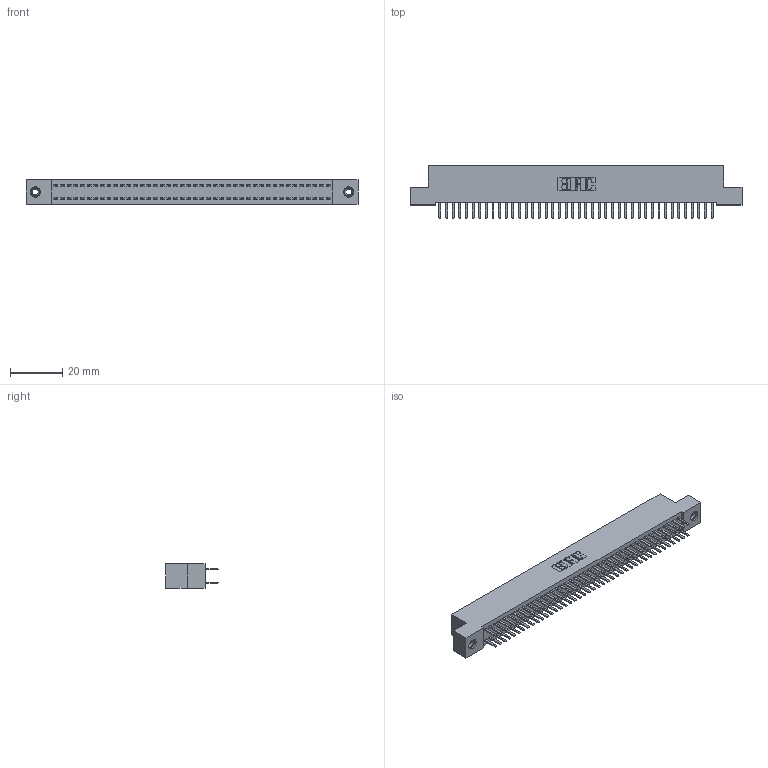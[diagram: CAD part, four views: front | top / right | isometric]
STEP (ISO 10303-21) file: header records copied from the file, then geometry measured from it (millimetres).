
FILE_DESCRIPTION (( 'STEP AP203' ), '1' );
FILE_NAME ('342-084-520-208.STEP', '2018-08-13T17:21:44', ( '' ), ( '' ), 'SwSTEP 2.0', 'SolidWorks 2016', '' );
FILE_SCHEMA (( 'CONFIG_CONTROL_DESIGN' ));
Length unit declared in the file: inch
Products named in the file (4): 342-084-520-208; 342 Part_TI; 345-292-001_345-293-120; 345-250-001_345-250-003-102
Assembly tree (87 placements, depth 2):
  342-084-520-208
    342 Part_TI
    345-292-001_345-293-120  x84
    345-250-001_345-250-003-102  x2
Bounding box: 127 x 20.02 x 9.4 mm (x, y, z)
Volume: 11368.3 mm3; surface area: 18427.9 mm2
Topology: 87 solids, 87 shells, 4874 faces, 14127 edges, 9186 vertices
Faces by surface type: plane 3290, cylinder 1568, cone 12, torus 4
Entity records: 28188 total; most frequent: CARTESIAN_POINT 4665, ORIENTED_EDGE 4582, DIRECTION 4005, EDGE_CURVE 2291, VECTOR 2139, LINE 2139, VERTEX_POINT 1520, AXIS2_PLACEMENT_3D 933
